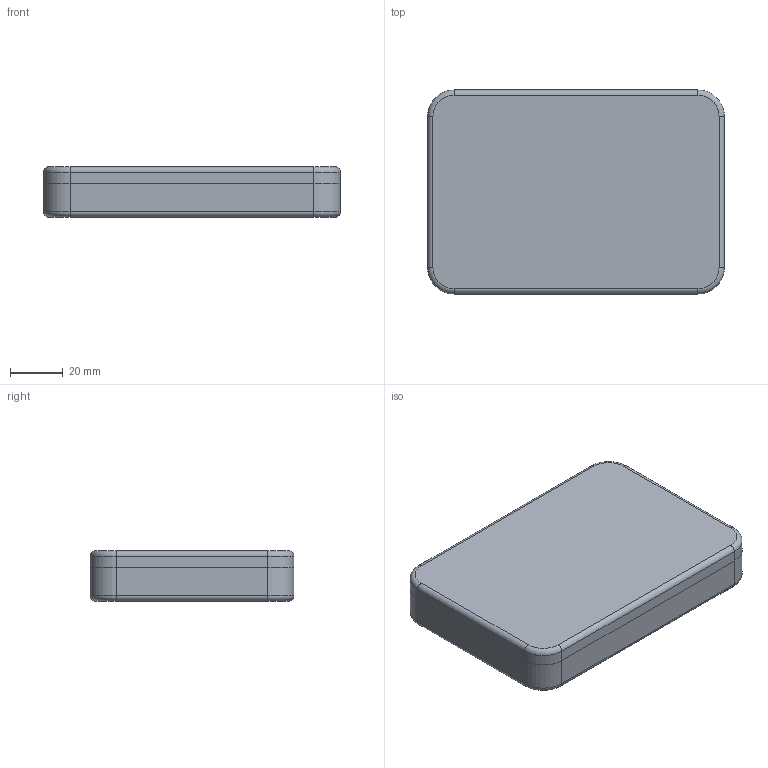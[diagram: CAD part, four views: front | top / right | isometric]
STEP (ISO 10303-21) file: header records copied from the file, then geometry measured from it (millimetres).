
FILE_DESCRIPTION(/* description */ ('STEP AP242','CAx-IF Rec.Pracs.---Representation and Presentation of Product Manufacturing Information (PMI)---4.0---2014-10-13','CAx-IF Rec.Pracs.---3D Tessellated Geometry---0.4---2014-09-14','2;1'),/* implementation_level */ '2;1');
FILE_NAME(/* name */ '65f5a8535a2b062e8fd2f398',/* time_stamp */ '2024-03-16T14:10:27Z',/* author */ (''),/* organization */ (''),/* preprocessor_version */ 'ST-DEVELOPER v19.4',/* originating_system */ ' ',/* authorisation */ ' ');
FILE_SCHEMA (('AP242_MANAGED_MODEL_BASED_3D_ENGINEERING_MIM_LF { 1 0 10303 442 1 1 4 }'));
Length unit declared in the file: metre
Products named in the file (4): Assembly 1; 10 MM Magnets; Box Top; Box Bottom
Assembly tree (6 placements, depth 2):
  Assembly 1
    10 MM Magnets  x4
    Box Top
    Box Bottom
Bounding box: 112.47 x 77.32 x 19.05 mm (x, y, z)
Volume: 71723.7 mm3; surface area: 45502.7 mm2
Topology: 6 solids, 6 shells, 114 faces, 240 edges, 144 vertices
Faces by surface type: cylinder 48, plane 34, torus 32
Full cylindrical faces by diameter (mm): 10 x4, 10.25 x4
Entity records: 2824 total; most frequent: DIRECTION 548, CARTESIAN_POINT 450, ORIENTED_EDGE 424, AXIS2_PLACEMENT_3D 230, EDGE_CURVE 212, VERTEX_POINT 132, CIRCLE 124, EDGE_LOOP 112
